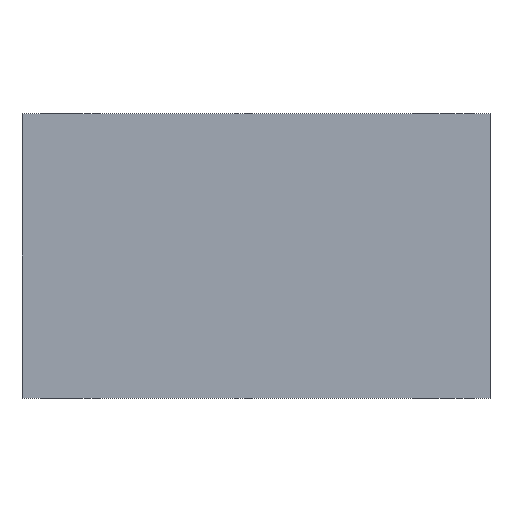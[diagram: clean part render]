
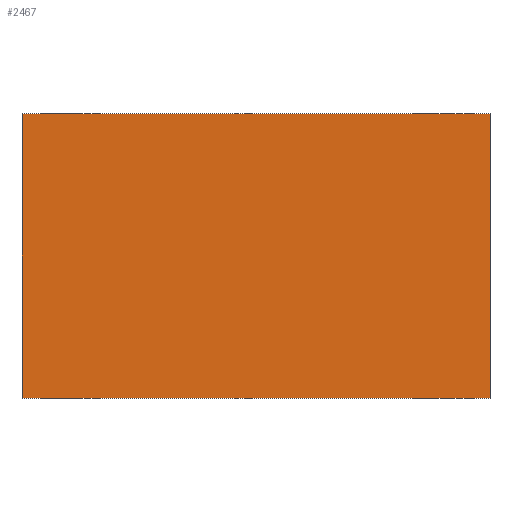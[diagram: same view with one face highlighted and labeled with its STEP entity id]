
A CAD part, front view. The second image highlights one B-rep face of the part: STEP entity #2467.
In plain terms, the highlighted planar face has unit normal (0, -1, 0).
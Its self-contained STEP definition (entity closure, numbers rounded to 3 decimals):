
#185=LINE('',#3694,#366);
#197=LINE('',#3736,#378);
#200=LINE('',#4027,#381);
#202=LINE('',#4034,#383);
#366=VECTOR('',#2954,1000.);
#378=VECTOR('',#2986,1000.);
#381=VECTOR('',#3035,1000.);
#383=VECTOR('',#3043,1000.);
#662=ORIENTED_EDGE('',*,*,#1358,.T.);
#663=ORIENTED_EDGE('',*,*,#1268,.F.);
#664=ORIENTED_EDGE('',*,*,#1354,.F.);
#665=ORIENTED_EDGE('',*,*,#1289,.T.);
#1268=EDGE_CURVE('',#1617,#1618,#185,.T.);
#1289=EDGE_CURVE('',#1638,#1637,#197,.T.);
#1354=EDGE_CURVE('',#1638,#1617,#200,.T.);
#1358=EDGE_CURVE('',#1637,#1618,#202,.T.);
#1617=VERTEX_POINT('',#3693);
#1618=VERTEX_POINT('',#3695);
#1637=VERTEX_POINT('',#3735);
#1638=VERTEX_POINT('',#3737);
#1968=EDGE_LOOP('',(#662,#663,#664,#665));
#2181=FACE_BOUND('',#1968,.T.);
#2370=PLANE('',#2676);
#2467=ADVANCED_FACE('',(#2181),#2370,.F.);
#2676=AXIS2_PLACEMENT_3D('',#4035,#3044,#3045);
#2954=DIRECTION('',(0.,0.,-1.));
#2986=DIRECTION('',(0.,0.,-1.));
#3035=DIRECTION('',(1.,0.,0.));
#3043=DIRECTION('',(1.,0.,0.));
#3044=DIRECTION('',(0.,1.,0.));
#3045=DIRECTION('',(0.,0.,1.));
#3693=CARTESIAN_POINT('',(25.,0.,15.2));
#3694=CARTESIAN_POINT('',(25.,0.,15.2));
#3695=CARTESIAN_POINT('',(25.,0.,-15.2));
#3735=CARTESIAN_POINT('',(-25.,0.,-15.2));
#3736=CARTESIAN_POINT('',(-25.,0.,15.2));
#3737=CARTESIAN_POINT('',(-25.,0.,15.2));
#4027=CARTESIAN_POINT('',(-25.,0.,15.2));
#4034=CARTESIAN_POINT('',(-25.,0.,-15.2));
#4035=CARTESIAN_POINT('',(-25.,0.,15.2));
